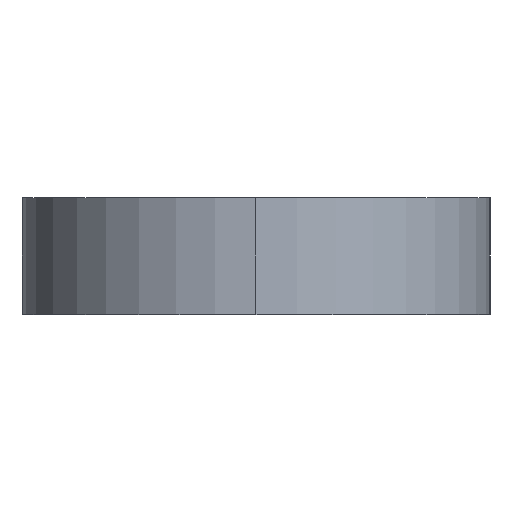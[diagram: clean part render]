
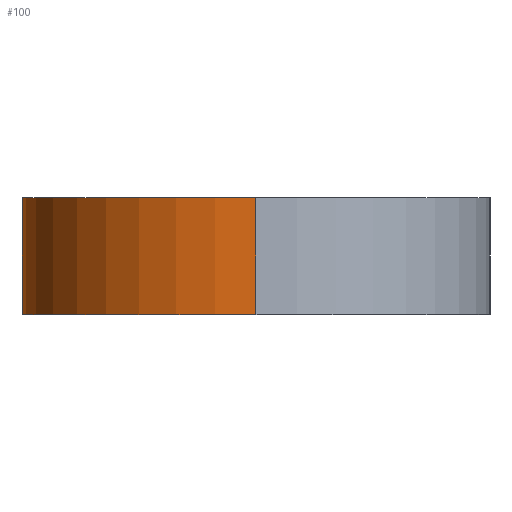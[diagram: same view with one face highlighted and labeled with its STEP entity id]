
A CAD part, left-side view. The second image highlights one B-rep face of the part: STEP entity #100.
In plain terms, the highlighted cylindrical face has radius 10 mm (diameter 20 mm), a partial arc.
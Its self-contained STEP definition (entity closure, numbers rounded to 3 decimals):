
#4 = AXIS2_PLACEMENT_3D ( 'NONE', #224, #357, #322 ) ;
#40 = ORIENTED_EDGE ( 'NONE', *, *, #99, .T. ) ;
#44 = VECTOR ( 'NONE', #160, 1000. ) ;
#53 = CARTESIAN_POINT ( 'NONE',  ( 0., 0., 5. ) ) ;
#57 = DIRECTION ( 'NONE',  ( 1., 0., 0. ) ) ;
#64 = VERTEX_POINT ( 'NONE', #66 ) ;
#66 = CARTESIAN_POINT ( 'NONE',  ( 0., 10., 0. ) ) ;
#84 = VERTEX_POINT ( 'NONE', #220 ) ;
#96 = CARTESIAN_POINT ( 'NONE',  ( 0., 10., 5. ) ) ;
#98 = CARTESIAN_POINT ( 'NONE',  ( -10., 0., 5. ) ) ;
#99 = EDGE_CURVE ( 'NONE', #408, #64, #121, .T. ) ;
#100 = ADVANCED_FACE ( 'NONE', ( #296 ), #198, .T. ) ;
#101 = CIRCLE ( 'NONE', #4, 10. ) ;
#119 = DIRECTION ( 'NONE',  ( 0., 0., -1. ) ) ;
#121 = LINE ( 'NONE', #96, #343 ) ;
#137 = EDGE_CURVE ( 'NONE', #84, #153, #424, .T. ) ;
#153 = VERTEX_POINT ( 'NONE', #294 ) ;
#160 = DIRECTION ( 'NONE',  ( 0., 0., -1. ) ) ;
#195 = CIRCLE ( 'NONE', #404, 10. ) ;
#198 = CYLINDRICAL_SURFACE ( 'NONE', #254, 10. ) ;
#220 = CARTESIAN_POINT ( 'NONE',  ( -10., 0., 5. ) ) ;
#222 = DIRECTION ( 'NONE',  ( 0., 0., -1. ) ) ;
#223 = ORIENTED_EDGE ( 'NONE', *, *, #299, .F. ) ;
#224 = CARTESIAN_POINT ( 'NONE',  ( 0., 0., 5. ) ) ;
#231 = CARTESIAN_POINT ( 'NONE',  ( 0., 10., 5. ) ) ;
#247 = ORIENTED_EDGE ( 'NONE', *, *, #137, .F. ) ;
#248 = EDGE_CURVE ( 'NONE', #64, #153, #195, .T. ) ;
#254 = AXIS2_PLACEMENT_3D ( 'NONE', #53, #222, #329 ) ;
#285 = DIRECTION ( 'NONE',  ( 0., 0., 1. ) ) ;
#294 = CARTESIAN_POINT ( 'NONE',  ( -10., 0., 0. ) ) ;
#296 = FACE_OUTER_BOUND ( 'NONE', #328, .T. ) ;
#299 = EDGE_CURVE ( 'NONE', #408, #84, #101, .T. ) ;
#322 = DIRECTION ( 'NONE',  ( 1., 0., 0. ) ) ;
#328 = EDGE_LOOP ( 'NONE', ( #247, #223, #40, #374 ) ) ;
#329 = DIRECTION ( 'NONE',  ( -1., 0., 0. ) ) ;
#343 = VECTOR ( 'NONE', #119, 1000. ) ;
#357 = DIRECTION ( 'NONE',  ( 0., 0., 1. ) ) ;
#374 = ORIENTED_EDGE ( 'NONE', *, *, #248, .T. ) ;
#404 = AXIS2_PLACEMENT_3D ( 'NONE', #422, #285, #57 ) ;
#408 = VERTEX_POINT ( 'NONE', #231 ) ;
#422 = CARTESIAN_POINT ( 'NONE',  ( 0., 0., 0. ) ) ;
#424 = LINE ( 'NONE', #98, #44 ) ;
